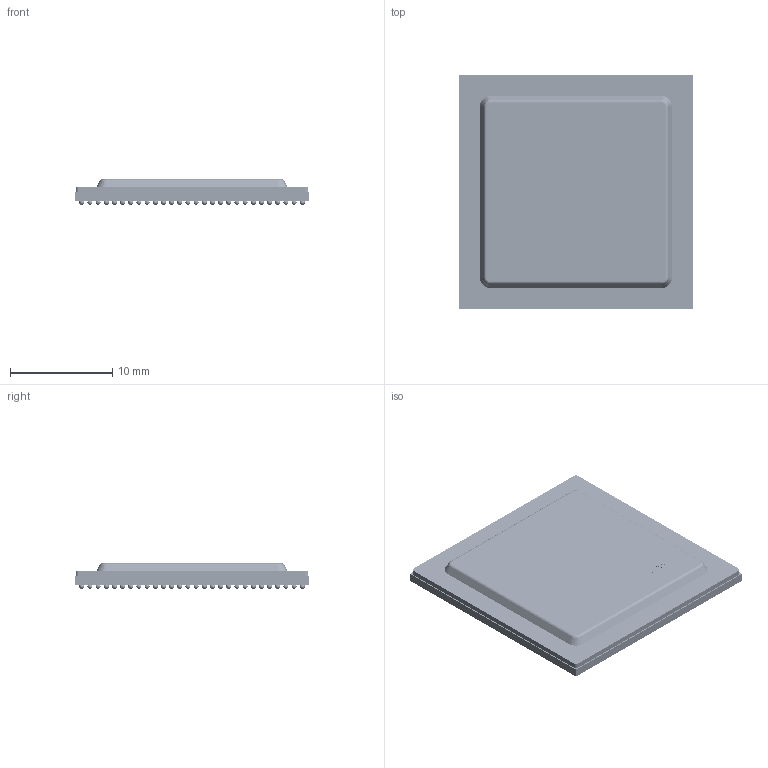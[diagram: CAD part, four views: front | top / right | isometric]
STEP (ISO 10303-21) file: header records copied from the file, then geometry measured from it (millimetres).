
FILE_DESCRIPTION (( 'STEP AP214' ), '1' );
FILE_NAME ('FCPBGA-780_L23.0-L23.0-P0.80-BL_NXP_BSC9132.step', '2022-06-22T15:03:37', ( '' ), ( '' ), 'SwSTEP 2.0', 'SolidWorks 2020', '' );
FILE_SCHEMA (( 'AUTOMOTIVE_DESIGN' ));
Length unit declared in the file: millimetre
Products named in the file (1): FCPBGA-780_L23.0-L23.0-P0.80-BL_NXP_BSC9132
Bounding box: 23 x 23 x 2.53 mm (x, y, z)
Volume: 1008.7 mm3; surface area: 4408.6 mm2
Topology: 4 solids, 4 shells, 3454 faces, 11021 edges, 7606 vertices
Faces by surface type: sphere 3128, plane 196, bspline 112, cylinder 10, cone 4, torus 4
Entity records: 136868 total; most frequent: DIRECTION 19867, CARTESIAN_POINT 17946, ORIENTED_EDGE 14242, AXIS2_PLACEMENT_3D 9631, EDGE_CURVE 7121, CIRCLE 6288, VERTEX_POINT 5266, EDGE_LOOP 5045
